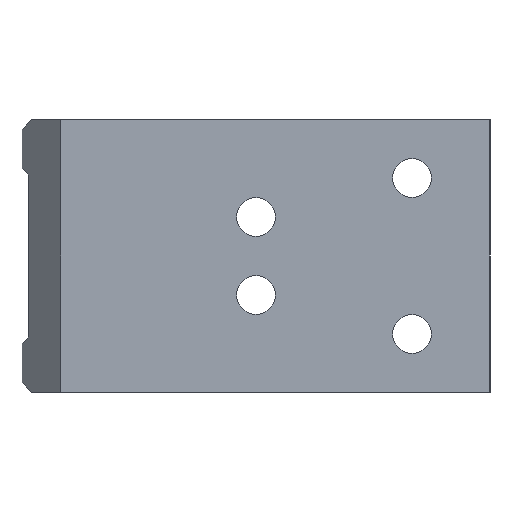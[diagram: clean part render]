
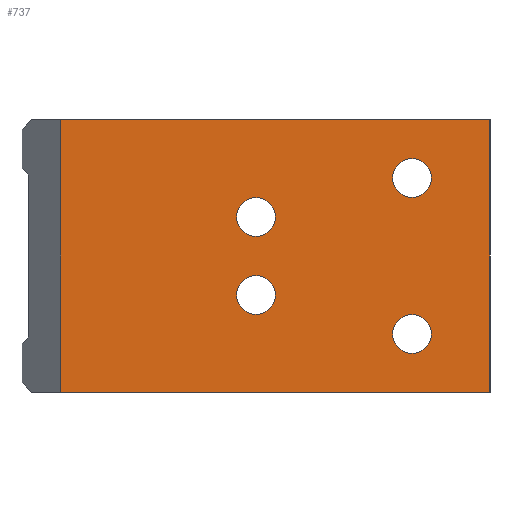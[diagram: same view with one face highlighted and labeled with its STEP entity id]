
A CAD part, left-side view. The second image highlights one B-rep face of the part: STEP entity #737.
In plain terms, the highlighted planar face has unit normal (-1, 0, 0).
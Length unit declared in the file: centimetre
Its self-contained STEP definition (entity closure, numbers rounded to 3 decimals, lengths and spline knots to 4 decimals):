
#31=FACE_BOUND('',#133,.T.);
#32=FACE_BOUND('',#134,.T.);
#33=FACE_BOUND('',#135,.T.);
#34=FACE_BOUND('',#136,.T.);
#47=CIRCLE('',#810,0.25);
#48=CIRCLE('',#811,0.25);
#49=CIRCLE('',#812,0.25);
#50=CIRCLE('',#813,0.25);
#83=FACE_OUTER_BOUND('',#132,.T.);
#132=EDGE_LOOP('',(#613,#614,#615,#616));
#133=EDGE_LOOP('',(#617));
#134=EDGE_LOOP('',(#618));
#135=EDGE_LOOP('',(#619));
#136=EDGE_LOOP('',(#620));
#216=LINE('',#1169,#299);
#222=LINE('',#1182,#305);
#225=LINE('',#1191,#308);
#226=LINE('',#1192,#309);
#299=VECTOR('',#951,1.);
#305=VECTOR('',#965,1.);
#308=VECTOR('',#978,1.);
#309=VECTOR('',#979,1.);
#365=VERTEX_POINT('',#1166);
#366=VERTEX_POINT('',#1168);
#369=VERTEX_POINT('',#1180);
#370=VERTEX_POINT('',#1190);
#371=VERTEX_POINT('',#1193);
#372=VERTEX_POINT('',#1195);
#373=VERTEX_POINT('',#1197);
#374=VERTEX_POINT('',#1199);
#448=EDGE_CURVE('',#366,#365,#216,.T.);
#456=EDGE_CURVE('',#369,#365,#222,.T.);
#459=EDGE_CURVE('',#369,#370,#225,.T.);
#460=EDGE_CURVE('',#370,#366,#226,.T.);
#461=EDGE_CURVE('',#371,#371,#47,.T.);
#462=EDGE_CURVE('',#372,#372,#48,.T.);
#463=EDGE_CURVE('',#373,#373,#49,.T.);
#464=EDGE_CURVE('',#374,#374,#50,.T.);
#613=ORIENTED_EDGE('',*,*,#456,.F.);
#614=ORIENTED_EDGE('',*,*,#459,.T.);
#615=ORIENTED_EDGE('',*,*,#460,.T.);
#616=ORIENTED_EDGE('',*,*,#448,.T.);
#617=ORIENTED_EDGE('',*,*,#461,.T.);
#618=ORIENTED_EDGE('',*,*,#462,.T.);
#619=ORIENTED_EDGE('',*,*,#463,.T.);
#620=ORIENTED_EDGE('',*,*,#464,.T.);
#704=PLANE('',#809);
#737=ADVANCED_FACE('',(#83,#31,#32,#33,#34),#704,.T.);
#809=AXIS2_PLACEMENT_3D('',#1189,#976,#977);
#810=AXIS2_PLACEMENT_3D('',#1194,#980,#981);
#811=AXIS2_PLACEMENT_3D('',#1196,#982,#983);
#812=AXIS2_PLACEMENT_3D('',#1198,#984,#985);
#813=AXIS2_PLACEMENT_3D('',#1200,#986,#987);
#951=DIRECTION('',(0.,1.,0.));
#965=DIRECTION('',(0.,0.,1.));
#976=DIRECTION('center_axis',(-1.,0.,0.));
#977=DIRECTION('ref_axis',(0.,0.,1.));
#978=DIRECTION('',(0.,-1.,0.));
#979=DIRECTION('',(0.,0.,1.));
#980=DIRECTION('center_axis',(1.,0.,0.));
#981=DIRECTION('ref_axis',(0.,0.,-1.));
#982=DIRECTION('center_axis',(1.,0.,0.));
#983=DIRECTION('ref_axis',(0.,0.,-1.));
#984=DIRECTION('center_axis',(1.,0.,0.));
#985=DIRECTION('ref_axis',(0.,0.,-1.));
#986=DIRECTION('center_axis',(1.,0.,0.));
#987=DIRECTION('ref_axis',(0.,0.,-1.));
#1166=CARTESIAN_POINT('',(-1.5617,-3.3435,0.75));
#1168=CARTESIAN_POINT('',(-1.5617,-8.8435,0.75));
#1169=CARTESIAN_POINT('',(-1.5617,-8.8435,0.75));
#1180=CARTESIAN_POINT('',(-1.5617,-3.3435,-2.75));
#1182=CARTESIAN_POINT('',(-1.5617,-3.3435,-0.5));
#1189=CARTESIAN_POINT('Origin',(-1.5617,-5.8435,-1.));
#1190=CARTESIAN_POINT('',(-1.5617,-8.8435,-2.75));
#1191=CARTESIAN_POINT('',(-1.5617,-2.8435,-2.75));
#1192=CARTESIAN_POINT('',(-1.5617,-8.8435,-2.75));
#1193=CARTESIAN_POINT('',(-1.5617,-5.8435,-0.25));
#1194=CARTESIAN_POINT('Origin',(-1.5617,-5.8435,-0.5));
#1195=CARTESIAN_POINT('',(-1.5617,-7.8435,-1.75));
#1196=CARTESIAN_POINT('Origin',(-1.5617,-7.8435,-2.));
#1197=CARTESIAN_POINT('',(-1.5617,-5.8435,-1.25));
#1198=CARTESIAN_POINT('Origin',(-1.5617,-5.8435,-1.5));
#1199=CARTESIAN_POINT('',(-1.5617,-7.8435,0.25));
#1200=CARTESIAN_POINT('Origin',(-1.5617,-7.8435,0.));
